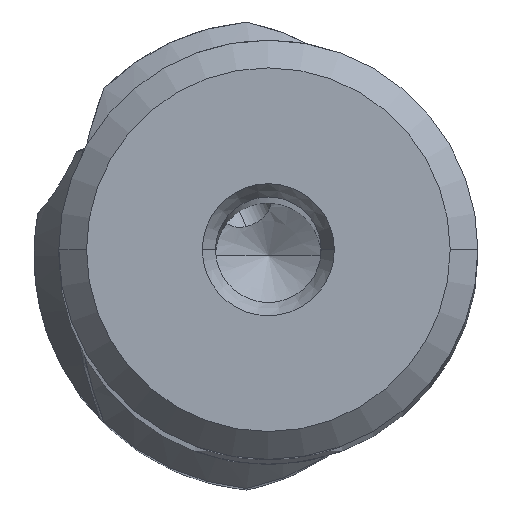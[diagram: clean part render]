
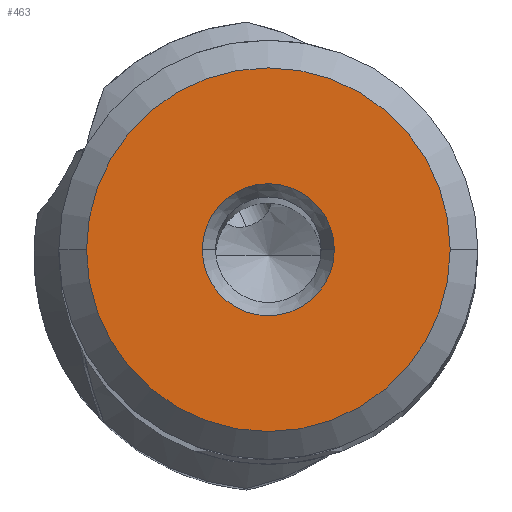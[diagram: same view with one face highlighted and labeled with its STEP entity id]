
A CAD part, top view. The second image highlights one B-rep face of the part: STEP entity #463.
In plain terms, the highlighted planar face has unit normal (0, 0, 1).
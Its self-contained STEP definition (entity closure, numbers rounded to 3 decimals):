
#58=FACE_BOUND('',#739,.T.);
#59=FACE_BOUND('',#740,.T.);
#146=PLANE('',#2665);
#463=ADVANCED_FACE('',(#58,#59),#146,.T.);
#739=EDGE_LOOP('',(#1214,#1215));
#740=EDGE_LOOP('',(#1216,#1217));
#907=CIRCLE('',#2659,2.5);
#908=CIRCLE('',#2661,2.5);
#909=CIRCLE('',#2663,6.888);
#910=CIRCLE('',#2664,6.888);
#1214=ORIENTED_EDGE('',*,*,#2166,.T.);
#1215=ORIENTED_EDGE('',*,*,#2167,.T.);
#1216=ORIENTED_EDGE('',*,*,#2165,.T.);
#1217=ORIENTED_EDGE('',*,*,#2163,.T.);
#1875=VERTEX_POINT('',#4267);
#1876=VERTEX_POINT('',#4269);
#1877=VERTEX_POINT('',#4275);
#1878=VERTEX_POINT('',#4276);
#2163=EDGE_CURVE('',#1876,#1875,#907,.T.);
#2165=EDGE_CURVE('',#1875,#1876,#908,.T.);
#2166=EDGE_CURVE('',#1877,#1878,#909,.T.);
#2167=EDGE_CURVE('',#1878,#1877,#910,.T.);
#2659=AXIS2_PLACEMENT_3D('',#4268,#3106,#3107);
#2661=AXIS2_PLACEMENT_3D('',#4272,#3111,#3112);
#2663=AXIS2_PLACEMENT_3D('',#4274,#3115,#3116);
#2664=AXIS2_PLACEMENT_3D('',#4277,#3117,#3118);
#2665=AXIS2_PLACEMENT_3D('',#4278,#3119,#3120);
#3106=DIRECTION('',(0.,0.,-1.));
#3107=DIRECTION('',(1.,0.,0.));
#3111=DIRECTION('',(0.,0.,-1.));
#3112=DIRECTION('',(-1.,0.,0.));
#3115=DIRECTION('',(0.,0.,1.));
#3116=DIRECTION('',(1.,0.,0.));
#3117=DIRECTION('',(0.,0.,1.));
#3118=DIRECTION('',(-1.,0.,0.));
#3119=DIRECTION('',(0.,0.,1.));
#3120=DIRECTION('',(-1.,0.,0.));
#4267=CARTESIAN_POINT('',(-2.5,0.,0.));
#4268=CARTESIAN_POINT('',(0.,0.,0.));
#4269=CARTESIAN_POINT('',(2.5,0.,0.));
#4272=CARTESIAN_POINT('',(0.,0.,0.));
#4274=CARTESIAN_POINT('',(0.,0.,0.));
#4275=CARTESIAN_POINT('',(6.888,0.,0.));
#4276=CARTESIAN_POINT('',(-6.888,0.,0.));
#4277=CARTESIAN_POINT('',(0.,0.,0.));
#4278=CARTESIAN_POINT('',(0.,0.,0.));
